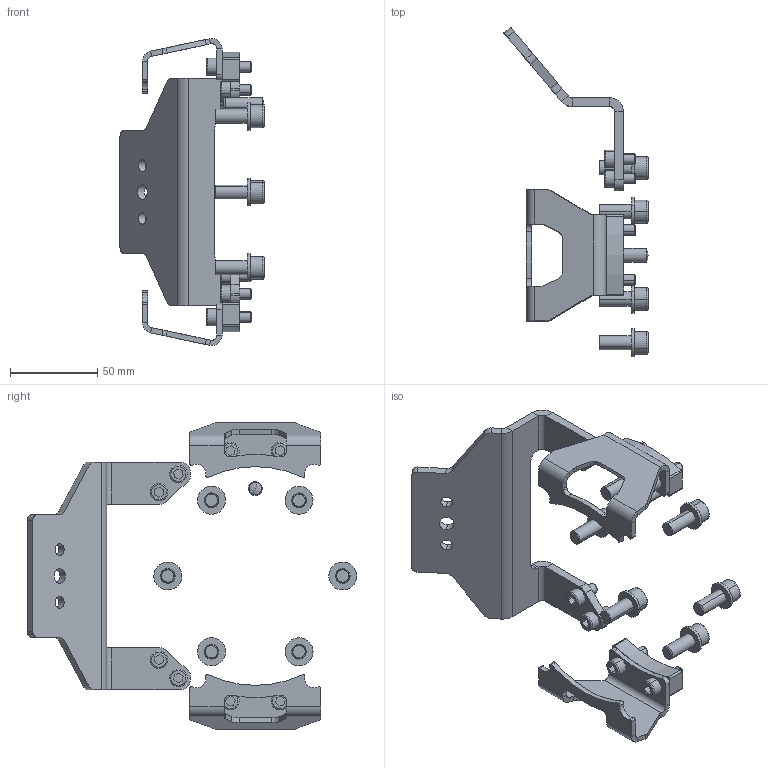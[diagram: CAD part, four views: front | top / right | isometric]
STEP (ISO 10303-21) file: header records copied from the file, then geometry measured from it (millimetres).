
FILE_DESCRIPTION (( 'STEP AP203' ), '1' );
FILE_NAME ('P5210.STEP', '2018-12-19T12:43:33', ( 'RSPlokal' ), ( 'Microsoft' ), 'SwSTEP 2.0', 'SolidWorks 2017', '' );
FILE_SCHEMA (( 'CONFIG_CONTROL_DESIGN' ));
Length unit declared in the file: millimetre
Products named in the file (1): P5210
Bounding box: 82.37 x 188.32 x 175.51 mm (x, y, z)
Volume: 102215.3 mm3; surface area: 61832.9 mm2
Topology: 26 solids, 26 shells, 516 faces, 1206 edges, 766 vertices
Faces by surface type: plane 246, cylinder 204, cone 30, torus 28, sphere 4, bspline 4
Entity records: 15081 total; most frequent: CARTESIAN_POINT 2755, DIRECTION 2708, ORIENTED_EDGE 2412, EDGE_CURVE 1206, AXIS2_PLACEMENT_3D 1015, VERTEX_POINT 766, LINE 678, VECTOR 678
